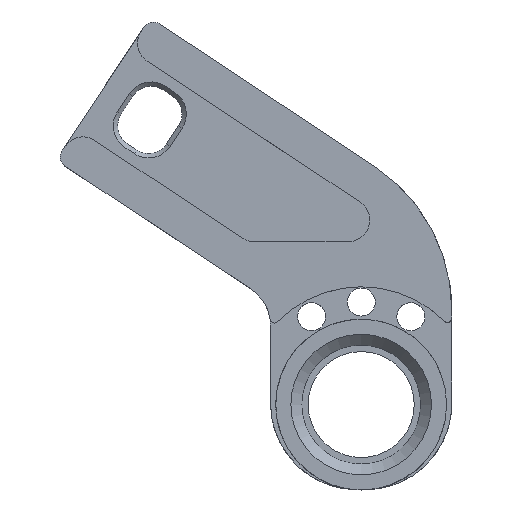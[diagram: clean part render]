
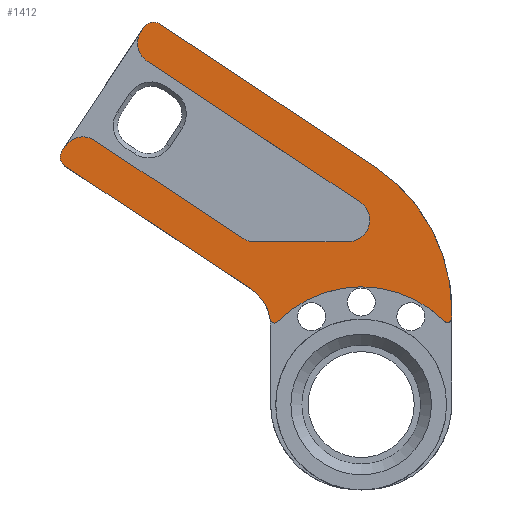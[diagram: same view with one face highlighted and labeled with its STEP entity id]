
A CAD part, top view. The second image highlights one B-rep face of the part: STEP entity #1412.
In plain terms, the highlighted planar face has unit normal (0, 0, 1).
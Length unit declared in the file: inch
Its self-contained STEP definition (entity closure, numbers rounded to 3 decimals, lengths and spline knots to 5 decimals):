
#97=CIRCLE('',#1502,0.1);
#137=CIRCLE('',#1561,0.01);
#138=CIRCLE('',#1563,0.2728);
#139=CIRCLE('',#1565,0.4);
#140=CIRCLE('',#1566,0.025);
#141=CIRCLE('',#1567,0.05);
#142=CIRCLE('',#1568,0.05);
#143=CIRCLE('',#1569,0.05);
#144=CIRCLE('',#1570,0.05);
#145=CIRCLE('',#1571,0.025);
#146=CIRCLE('',#1572,0.01);
#199=FACE_OUTER_BOUND('',#289,.T.);
#289=EDGE_LOOP('',(#1072,#1073,#1074,#1075,#1076,#1077,#1078,#1079,#1080,
#1081,#1082,#1083,#1084,#1085,#1086,#1087,#1088,#1089,#1090));
#365=LINE('',#2165,#486);
#395=LINE('',#2314,#516);
#396=LINE('',#2318,#517);
#397=LINE('',#2322,#518);
#398=LINE('',#2326,#519);
#399=LINE('',#2330,#520);
#400=LINE('',#2334,#521);
#401=LINE('',#2338,#522);
#486=VECTOR('',#1695,0.3937);
#516=VECTOR('',#1855,0.3937);
#517=VECTOR('',#1858,0.3937);
#518=VECTOR('',#1861,0.3937);
#519=VECTOR('',#1864,0.3937);
#520=VECTOR('',#1867,0.3937);
#521=VECTOR('',#1870,0.3937);
#522=VECTOR('',#1873,0.3937);
#614=VERTEX_POINT('',#2162);
#615=VERTEX_POINT('',#2164);
#619=VERTEX_POINT('',#2174);
#666=VERTEX_POINT('',#2303);
#667=VERTEX_POINT('',#2304);
#668=VERTEX_POINT('',#2309);
#669=VERTEX_POINT('',#2313);
#670=VERTEX_POINT('',#2315);
#671=VERTEX_POINT('',#2317);
#672=VERTEX_POINT('',#2319);
#673=VERTEX_POINT('',#2321);
#674=VERTEX_POINT('',#2323);
#675=VERTEX_POINT('',#2325);
#676=VERTEX_POINT('',#2327);
#677=VERTEX_POINT('',#2329);
#678=VERTEX_POINT('',#2331);
#679=VERTEX_POINT('',#2333);
#680=VERTEX_POINT('',#2335);
#681=VERTEX_POINT('',#2337);
#749=EDGE_CURVE('',#614,#615,#365,.T.);
#755=EDGE_CURVE('',#619,#614,#97,.T.);
#817=EDGE_CURVE('',#666,#667,#137,.T.);
#820=EDGE_CURVE('',#668,#667,#138,.T.);
#822=EDGE_CURVE('',#669,#666,#395,.T.);
#823=EDGE_CURVE('',#670,#669,#139,.T.);
#824=EDGE_CURVE('',#671,#670,#396,.T.);
#825=EDGE_CURVE('',#672,#671,#140,.T.);
#826=EDGE_CURVE('',#673,#672,#397,.T.);
#827=EDGE_CURVE('',#674,#673,#141,.T.);
#828=EDGE_CURVE('',#674,#675,#398,.T.);
#829=EDGE_CURVE('',#675,#676,#142,.T.);
#830=EDGE_CURVE('',#676,#677,#399,.T.);
#831=EDGE_CURVE('',#678,#677,#143,.T.);
#832=EDGE_CURVE('',#678,#679,#400,.T.);
#833=EDGE_CURVE('',#680,#679,#144,.T.);
#834=EDGE_CURVE('',#681,#680,#401,.T.);
#835=EDGE_CURVE('',#615,#681,#145,.T.);
#836=EDGE_CURVE('',#668,#619,#146,.T.);
#1072=ORIENTED_EDGE('',*,*,#817,.F.);
#1073=ORIENTED_EDGE('',*,*,#822,.F.);
#1074=ORIENTED_EDGE('',*,*,#823,.F.);
#1075=ORIENTED_EDGE('',*,*,#824,.F.);
#1076=ORIENTED_EDGE('',*,*,#825,.F.);
#1077=ORIENTED_EDGE('',*,*,#826,.F.);
#1078=ORIENTED_EDGE('',*,*,#827,.F.);
#1079=ORIENTED_EDGE('',*,*,#828,.T.);
#1080=ORIENTED_EDGE('',*,*,#829,.T.);
#1081=ORIENTED_EDGE('',*,*,#830,.T.);
#1082=ORIENTED_EDGE('',*,*,#831,.F.);
#1083=ORIENTED_EDGE('',*,*,#832,.T.);
#1084=ORIENTED_EDGE('',*,*,#833,.F.);
#1085=ORIENTED_EDGE('',*,*,#834,.F.);
#1086=ORIENTED_EDGE('',*,*,#835,.F.);
#1087=ORIENTED_EDGE('',*,*,#749,.F.);
#1088=ORIENTED_EDGE('',*,*,#755,.F.);
#1089=ORIENTED_EDGE('',*,*,#836,.F.);
#1090=ORIENTED_EDGE('',*,*,#820,.T.);
#1361=PLANE('',#1564);
#1412=ADVANCED_FACE('',(#199),#1361,.T.);
#1502=AXIS2_PLACEMENT_3D('',#2176,#1704,#1705);
#1561=AXIS2_PLACEMENT_3D('',#2305,#1844,#1845);
#1563=AXIS2_PLACEMENT_3D('',#2310,#1850,#1851);
#1564=AXIS2_PLACEMENT_3D('',#2312,#1853,#1854);
#1565=AXIS2_PLACEMENT_3D('',#2316,#1856,#1857);
#1566=AXIS2_PLACEMENT_3D('',#2320,#1859,#1860);
#1567=AXIS2_PLACEMENT_3D('',#2324,#1862,#1863);
#1568=AXIS2_PLACEMENT_3D('',#2328,#1865,#1866);
#1569=AXIS2_PLACEMENT_3D('',#2332,#1868,#1869);
#1570=AXIS2_PLACEMENT_3D('',#2336,#1871,#1872);
#1571=AXIS2_PLACEMENT_3D('',#2339,#1874,#1875);
#1572=AXIS2_PLACEMENT_3D('',#2340,#1876,#1877);
#1695=DIRECTION('',(-0.834,0.552,0.));
#1704=DIRECTION('center_axis',(0.,0.,1.));
#1705=DIRECTION('ref_axis',(0.881,0.473,0.));
#1844=DIRECTION('center_axis',(0.,0.,-1.));
#1845=DIRECTION('ref_axis',(0.383,-0.924,0.));
#1850=DIRECTION('center_axis',(0.,0.,-1.));
#1851=DIRECTION('ref_axis',(-1.,0.,0.));
#1853=DIRECTION('center_axis',(0.,0.,1.));
#1854=DIRECTION('ref_axis',(1.,0.,0.));
#1855=DIRECTION('',(0.,-1.,0.));
#1856=DIRECTION('center_axis',(0.,0.,-1.));
#1857=DIRECTION('ref_axis',(0.881,0.473,0.));
#1858=DIRECTION('',(0.834,-0.552,0.));
#1859=DIRECTION('center_axis',(0.,0.,-1.));
#1860=DIRECTION('ref_axis',(-0.199,0.98,0.));
#1861=DIRECTION('',(0.552,0.834,0.));
#1862=DIRECTION('center_axis',(0.,0.,-1.));
#1863=DIRECTION('ref_axis',(-0.98,-0.199,0.));
#1864=DIRECTION('',(0.834,-0.552,0.));
#1865=DIRECTION('center_axis',(0.,0.,-1.));
#1866=DIRECTION('ref_axis',(0.,-1.,0.));
#1867=DIRECTION('',(-1.,0.,0.));
#1868=DIRECTION('center_axis',(0.,0.,1.));
#1869=DIRECTION('ref_axis',(-0.288,-0.958,0.));
#1870=DIRECTION('',(-0.834,0.552,0.));
#1871=DIRECTION('center_axis',(0.,0.,-1.));
#1872=DIRECTION('ref_axis',(-0.199,0.98,0.));
#1873=DIRECTION('',(0.552,0.834,0.));
#1874=DIRECTION('center_axis',(0.,0.,-1.));
#1875=DIRECTION('ref_axis',(-0.98,-0.199,0.));
#1876=DIRECTION('center_axis',(0.,0.,-1.));
#1877=DIRECTION('ref_axis',(0.99,0.138,0.));
#2162=CARTESIAN_POINT('',(-0.25481,0.26711,0.1));
#2164=CARTESIAN_POINT('',(-0.68607,0.55255,0.1));
#2165=CARTESIAN_POINT('',(-0.70692,0.56635,0.1));
#2174=CARTESIAN_POINT('',(-0.21095,0.1975,0.1));
#2176=CARTESIAN_POINT('Origin',(-0.31,0.18372,0.1));
#2303=CARTESIAN_POINT('',(0.21,0.19993,0.1));
#2304=CARTESIAN_POINT('',(0.19293,0.19286,0.1));
#2305=CARTESIAN_POINT('Origin',(0.2,0.19993,0.1));
#2309=CARTESIAN_POINT('',(-0.19394,0.19184,0.1));
#2310=CARTESIAN_POINT('Origin',(0.,0.,0.1));
#2312=CARTESIAN_POINT('Origin',(-0.17661,0.32768,0.1));
#2313=CARTESIAN_POINT('',(0.21,0.21822,0.1));
#2314=CARTESIAN_POINT('',(0.21,-0.19685,0.1));
#2315=CARTESIAN_POINT('',(0.03077,0.55177,0.1));
#2316=CARTESIAN_POINT('Origin',(-0.19,0.21822,0.1));
#2317=CARTESIAN_POINT('',(-0.46805,0.88194,0.1));
#2318=CARTESIAN_POINT('',(0.21,0.43314,0.1));
#2319=CARTESIAN_POINT('',(-0.5027,0.87489,0.1));
#2320=CARTESIAN_POINT('Origin',(-0.48185,0.86109,0.1));
#2321=CARTESIAN_POINT('',(-0.5096,0.86447,0.1));
#2322=CARTESIAN_POINT('',(-0.4889,0.89574,0.1));
#2323=CARTESIAN_POINT('',(-0.4955,0.79517,0.1));
#2324=CARTESIAN_POINT('Origin',(-0.4679,0.83687,0.1));
#2325=CARTESIAN_POINT('',(-0.00246,0.46884,0.1));
#2326=CARTESIAN_POINT('',(-0.09984,0.53329,0.1));
#2327=CARTESIAN_POINT('',(-0.03006,0.37715,0.1));
#2328=CARTESIAN_POINT('Origin',(-0.03006,0.42715,0.1));
#2329=CARTESIAN_POINT('',(-0.24748,0.37715,0.1));
#2330=CARTESIAN_POINT('',(-0.10333,0.37715,0.1));
#2331=CARTESIAN_POINT('',(-0.27507,0.38545,0.1));
#2332=CARTESIAN_POINT('Origin',(-0.24748,0.42715,0.1));
#2333=CARTESIAN_POINT('',(-0.61693,0.61172,0.1));
#2334=CARTESIAN_POINT('',(-0.22127,0.34984,0.1));
#2335=CARTESIAN_POINT('',(-0.68622,0.59762,0.1));
#2336=CARTESIAN_POINT('Origin',(-0.64452,0.57003,0.1));
#2337=CARTESIAN_POINT('',(-0.69312,0.5872,0.1));
#2338=CARTESIAN_POINT('',(-0.4889,0.89574,0.1));
#2339=CARTESIAN_POINT('Origin',(-0.67227,0.5734,0.1));
#2340=CARTESIAN_POINT('Origin',(-0.20105,0.19888,0.1));
